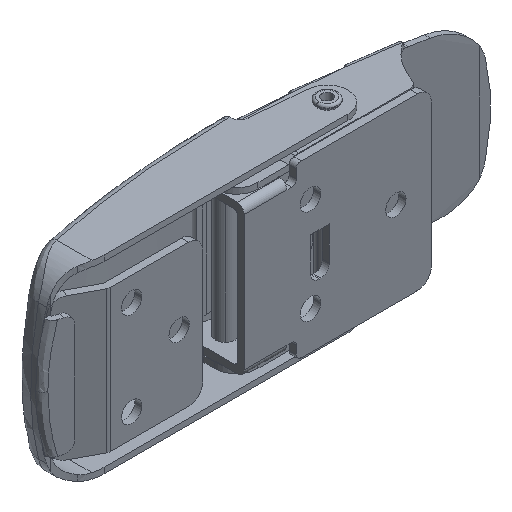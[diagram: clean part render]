
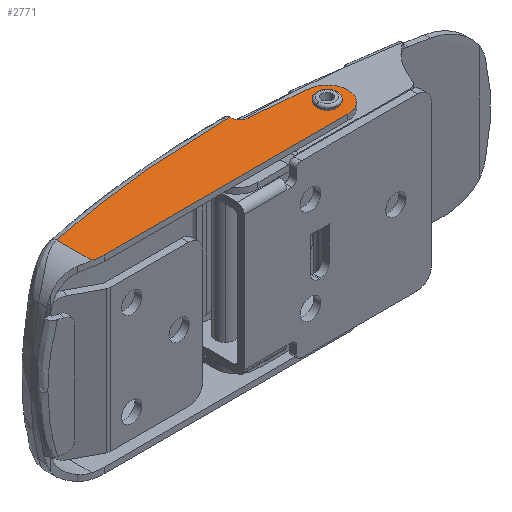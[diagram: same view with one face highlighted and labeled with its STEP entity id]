
A CAD part, isometric view. The second image highlights one B-rep face of the part: STEP entity #2771.
In plain terms, the highlighted planar face has unit normal (0, 0, 1).
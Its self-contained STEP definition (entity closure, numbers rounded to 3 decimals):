
#37 = ORIENTED_EDGE ( 'NONE', *, *, #994, .T. ) ;
#44 = EDGE_CURVE ( 'NONE', #5070, #8342, #7999, .T. ) ;
#117 = EDGE_CURVE ( 'NONE', #5073, #5340, #9087, .T. ) ;
#155 = ORIENTED_EDGE ( 'NONE', *, *, #6841, .T. ) ;
#273 = AXIS2_PLACEMENT_3D ( 'NONE', #2748, #7384, #1964 ) ;
#455 = ORIENTED_EDGE ( 'NONE', *, *, #117, .T. ) ;
#511 = EDGE_LOOP ( 'NONE', ( #6853, #6680 ) ) ;
#732 = CIRCLE ( 'NONE', #1787, 2.1 ) ;
#929 = VECTOR ( 'NONE', #9980, 1000. ) ;
#994 = EDGE_CURVE ( 'NONE', #6913, #9187, #9328, .T. ) ;
#1027 = VERTEX_POINT ( 'NONE', #7165 ) ;
#1081 = CARTESIAN_POINT ( 'NONE',  ( 0.398, 4.382, 20. ) ) ;
#1127 = LINE ( 'NONE', #8910, #6269 ) ;
#1235 = CARTESIAN_POINT ( 'NONE',  ( -26.667, 7.168, 20. ) ) ;
#1266 = CARTESIAN_POINT ( 'NONE',  ( -47.053, 4.731, 20. ) ) ;
#1393 = EDGE_CURVE ( 'NONE', #8111, #5070, #5277, .T. ) ;
#1453 = DIRECTION ( 'NONE',  ( 0., 0., 1. ) ) ;
#1701 = CARTESIAN_POINT ( 'NONE',  ( -51.449, 5.6, 20. ) ) ;
#1787 = AXIS2_PLACEMENT_3D ( 'NONE', #6118, #1453, #6886 ) ;
#1857 = FACE_OUTER_BOUND ( 'NONE', #5733, .T. ) ;
#1964 = DIRECTION ( 'NONE',  ( 1., 0., 0. ) ) ;
#2210 = CARTESIAN_POINT ( 'NONE',  ( -11., 7.426, 20. ) ) ;
#2311 = CARTESIAN_POINT ( 'NONE',  ( -53.749, -4.132, 20. ) ) ;
#2419 = EDGE_CURVE ( 'NONE', #7994, #6913, #5173, .T. ) ;
#2484 = CARTESIAN_POINT ( 'NONE',  ( -13., 9., 20. ) ) ;
#2494 = DIRECTION ( 'NONE',  ( 1., 0., 0. ) ) ;
#2748 = CARTESIAN_POINT ( 'NONE',  ( 0., 0., 20. ) ) ;
#2771 = ADVANCED_FACE ( 'NONE', ( #1857, #8653 ), #8450, .T. ) ;
#2897 = CARTESIAN_POINT ( 'NONE',  ( 0., 0., 20. ) ) ;
#3300 = CARTESIAN_POINT ( 'NONE',  ( -53.749, 3.337, 20. ) ) ;
#3610 = VERTEX_POINT ( 'NONE', #6155 ) ;
#3613 = DIRECTION ( 'NONE',  ( 0., 0., -1. ) ) ;
#3692 = DIRECTION ( 'NONE',  ( 0., 0., 1. ) ) ;
#3754 = CARTESIAN_POINT ( 'NONE',  ( -13., 7.5, 20. ) ) ;
#3773 = AXIS2_PLACEMENT_3D ( 'NONE', #2210, #3613, #7144 ) ;
#3818 = CARTESIAN_POINT ( 'NONE',  ( -53.749, -4.4, 20. ) ) ;
#3918 = LINE ( 'NONE', #1081, #7167 ) ;
#4052 = B_SPLINE_CURVE_WITH_KNOTS ( 'NONE', 3,
 ( #3754, #4347, #1235, #5923, #1266, #6694 ),
 .UNSPECIFIED., .F., .F.,
 ( 4, 2, 4 ),
 ( 0., 0.5, 1. ),
 .UNSPECIFIED. ) ;
#4114 = CARTESIAN_POINT ( 'NONE',  ( -13., 7.426, 20. ) ) ;
#4145 = CARTESIAN_POINT ( 'NONE',  ( 0., -4.4, 20. ) ) ;
#4347 = CARTESIAN_POINT ( 'NONE',  ( -19.84, 7.51, 20. ) ) ;
#4483 = DIRECTION ( 'NONE',  ( 1., 0., 0. ) ) ;
#4740 = EDGE_CURVE ( 'NONE', #3610, #1027, #8005, .T. ) ;
#5070 = VERTEX_POINT ( 'NONE', #4114 ) ;
#5073 = VERTEX_POINT ( 'NONE', #4145 ) ;
#5173 = LINE ( 'NONE', #3818, #929 ) ;
#5277 = CIRCLE ( 'NONE', #3773, 2. ) ;
#5340 = VERTEX_POINT ( 'NONE', #6839 ) ;
#5388 = AXIS2_PLACEMENT_3D ( 'NONE', #2897, #3692, #4483 ) ;
#5733 = EDGE_LOOP ( 'NONE', ( #8605, #155, #6559, #37, #6259, #455, #9446, #6994 ) ) ;
#5771 = EDGE_CURVE ( 'NONE', #9187, #5073, #1127, .T. ) ;
#5923 = CARTESIAN_POINT ( 'NONE',  ( -40.297, 5.775, 20. ) ) ;
#6118 = CARTESIAN_POINT ( 'NONE',  ( 0., 0., 20. ) ) ;
#6155 = CARTESIAN_POINT ( 'NONE',  ( 2.1, 0., 20. ) ) ;
#6259 = ORIENTED_EDGE ( 'NONE', *, *, #5771, .T. ) ;
#6262 = CARTESIAN_POINT ( 'NONE',  ( -11.181, 5.435, 20. ) ) ;
#6269 = VECTOR ( 'NONE', #6510, 1000. ) ;
#6510 = DIRECTION ( 'NONE',  ( 1., 0., 0. ) ) ;
#6513 = DIRECTION ( 'NONE',  ( -0.996, 0.091, 0. ) ) ;
#6559 = ORIENTED_EDGE ( 'NONE', *, *, #2419, .T. ) ;
#6680 = ORIENTED_EDGE ( 'NONE', *, *, #4740, .F. ) ;
#6694 = CARTESIAN_POINT ( 'NONE',  ( -53.749, 3.337, 20. ) ) ;
#6839 = CARTESIAN_POINT ( 'NONE',  ( 0.398, 4.382, 20. ) ) ;
#6841 = EDGE_CURVE ( 'NONE', #8342, #7994, #4052, .T. ) ;
#6853 = ORIENTED_EDGE ( 'NONE', *, *, #9096, .F. ) ;
#6857 = CARTESIAN_POINT ( 'NONE',  ( -13.309, -191., 20. ) ) ;
#6886 = DIRECTION ( 'NONE',  ( 1., 0., 0. ) ) ;
#6913 = VERTEX_POINT ( 'NONE', #2311 ) ;
#6994 = ORIENTED_EDGE ( 'NONE', *, *, #1393, .T. ) ;
#7131 = DIRECTION ( 'NONE',  ( 0., 0., 1. ) ) ;
#7144 = DIRECTION ( 'NONE',  ( 1., 0., 0. ) ) ;
#7165 = CARTESIAN_POINT ( 'NONE',  ( -2.1, 0., 20. ) ) ;
#7167 = VECTOR ( 'NONE', #6513, 1000. ) ;
#7384 = DIRECTION ( 'NONE',  ( 0., 0., 1. ) ) ;
#7657 = DIRECTION ( 'NONE',  ( 0., 1., 0. ) ) ;
#7777 = AXIS2_PLACEMENT_3D ( 'NONE', #1701, #7131, #2494 ) ;
#7994 = VERTEX_POINT ( 'NONE', #3300 ) ;
#7999 = LINE ( 'NONE', #2484, #9822 ) ;
#8005 = CIRCLE ( 'NONE', #5388, 2.1 ) ;
#8007 = CARTESIAN_POINT ( 'NONE',  ( -13., 7.5, 20. ) ) ;
#8111 = VERTEX_POINT ( 'NONE', #6262 ) ;
#8213 = DIRECTION ( 'NONE',  ( 1., 0., 0. ) ) ;
#8300 = CARTESIAN_POINT ( 'NONE',  ( -51.449, -4.4, 20. ) ) ;
#8342 = VERTEX_POINT ( 'NONE', #8007 ) ;
#8450 = PLANE ( 'NONE',  #10013 ) ;
#8605 = ORIENTED_EDGE ( 'NONE', *, *, #44, .T. ) ;
#8653 = FACE_BOUND ( 'NONE', #511, .T. ) ;
#8910 = CARTESIAN_POINT ( 'NONE',  ( 0., -4.4, 20. ) ) ;
#8980 = DIRECTION ( 'NONE',  ( 0., 0., 1. ) ) ;
#9087 = CIRCLE ( 'NONE', #273, 4.4 ) ;
#9096 = EDGE_CURVE ( 'NONE', #1027, #3610, #732, .T. ) ;
#9187 = VERTEX_POINT ( 'NONE', #8300 ) ;
#9328 = CIRCLE ( 'NONE', #7777, 10. ) ;
#9446 = ORIENTED_EDGE ( 'NONE', *, *, #9773, .T. ) ;
#9773 = EDGE_CURVE ( 'NONE', #5340, #8111, #3918, .T. ) ;
#9822 = VECTOR ( 'NONE', #7657, 1000. ) ;
#9980 = DIRECTION ( 'NONE',  ( 0., -1., 0. ) ) ;
#10013 = AXIS2_PLACEMENT_3D ( 'NONE', #6857, #8980, #8213 ) ;
